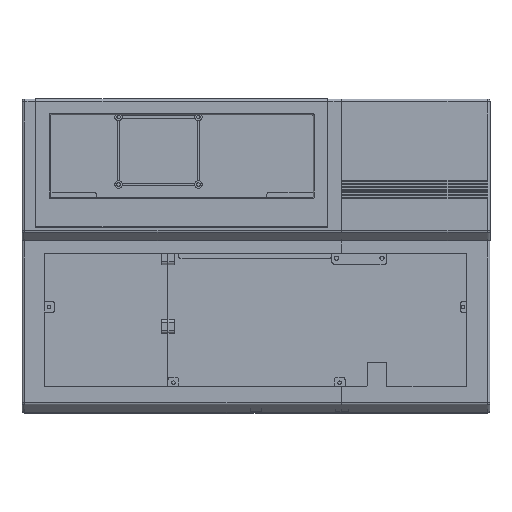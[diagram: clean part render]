
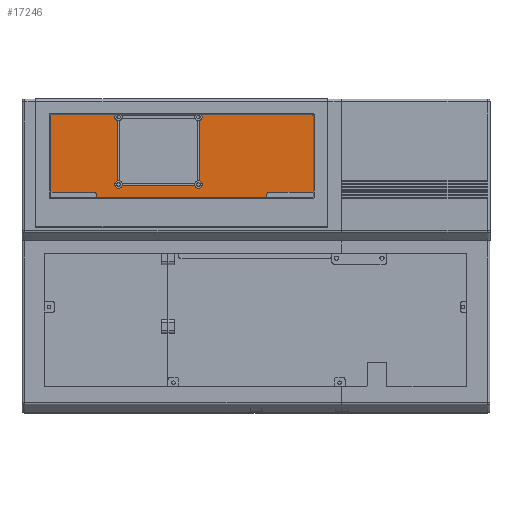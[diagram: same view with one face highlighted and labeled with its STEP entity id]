
A CAD part, top view. The second image highlights one B-rep face of the part: STEP entity #17246.
In plain terms, the highlighted planar face has unit normal (0, 0, 1).
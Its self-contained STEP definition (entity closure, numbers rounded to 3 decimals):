
#303=FACE_BOUND('',#2209,.T.);
#577=PLANE('',#18295);
#1225=FACE_OUTER_BOUND('',#2208,.T.);
#2208=EDGE_LOOP('',(#12312,#12313,#12314,#12315,#12316,#12317,#12318,#12319,
#12320,#12321,#12322,#12323,#12324,#12325,#12326,#12327));
#2209=EDGE_LOOP('',(#12328,#12329,#12330,#12331,#12332,#12333,#12334,#12335,
#12336,#12337));
#3402=LINE('',#25174,#5237);
#3472=LINE('',#25350,#5307);
#3473=LINE('',#25354,#5308);
#3474=LINE('',#25358,#5309);
#3475=LINE('',#25362,#5310);
#3476=LINE('',#25366,#5311);
#3477=LINE('',#25370,#5312);
#3478=LINE('',#25373,#5313);
#3479=LINE('',#25376,#5314);
#3480=LINE('',#25380,#5315);
#3481=LINE('',#25384,#5316);
#3482=LINE('',#25390,#5317);
#5237=VECTOR('',#20142,10.);
#5307=VECTOR('',#20306,10.);
#5308=VECTOR('',#20309,10.);
#5309=VECTOR('',#20312,10.);
#5310=VECTOR('',#20315,10.);
#5311=VECTOR('',#20318,10.);
#5312=VECTOR('',#20321,10.);
#5313=VECTOR('',#20324,10.);
#5314=VECTOR('',#20325,10.);
#5315=VECTOR('',#20328,10.);
#5316=VECTOR('',#20331,10.);
#5317=VECTOR('',#20336,10.);
#6909=CIRCLE('',#18234,2.);
#6940=CIRCLE('',#18296,2.);
#6941=CIRCLE('',#18297,2.);
#6942=CIRCLE('',#18298,2.);
#6943=CIRCLE('',#18299,2.);
#6944=CIRCLE('',#18300,2.);
#6945=CIRCLE('',#18301,2.);
#6946=CIRCLE('',#18302,2.);
#6947=CIRCLE('',#18303,2.75);
#6948=CIRCLE('',#18304,2.75);
#6949=CIRCLE('',#18305,2.75);
#6950=CIRCLE('',#18306,2.75);
#6951=CIRCLE('',#18307,2.75);
#6952=CIRCLE('',#18308,2.75);
#7565=VERTEX_POINT('',#25095);
#7566=VERTEX_POINT('',#25097);
#7601=VERTEX_POINT('',#25172);
#7659=VERTEX_POINT('',#25347);
#7660=VERTEX_POINT('',#25349);
#7661=VERTEX_POINT('',#25351);
#7662=VERTEX_POINT('',#25353);
#7663=VERTEX_POINT('',#25355);
#7664=VERTEX_POINT('',#25357);
#7665=VERTEX_POINT('',#25359);
#7666=VERTEX_POINT('',#25361);
#7667=VERTEX_POINT('',#25363);
#7668=VERTEX_POINT('',#25365);
#7669=VERTEX_POINT('',#25367);
#7670=VERTEX_POINT('',#25369);
#7671=VERTEX_POINT('',#25371);
#7672=VERTEX_POINT('',#25374);
#7673=VERTEX_POINT('',#25375);
#7674=VERTEX_POINT('',#25377);
#7675=VERTEX_POINT('',#25379);
#7676=VERTEX_POINT('',#25381);
#7677=VERTEX_POINT('',#25383);
#7678=VERTEX_POINT('',#25385);
#7679=VERTEX_POINT('',#25387);
#7680=VERTEX_POINT('',#25389);
#7681=VERTEX_POINT('',#25391);
#9327=EDGE_CURVE('',#7566,#7565,#6909,.T.);
#9366=EDGE_CURVE('',#7565,#7601,#3402,.T.);
#9453=EDGE_CURVE('',#7601,#7659,#6940,.T.);
#9454=EDGE_CURVE('',#7659,#7660,#3472,.T.);
#9455=EDGE_CURVE('',#7661,#7660,#6941,.F.);
#9456=EDGE_CURVE('',#7661,#7662,#3473,.T.);
#9457=EDGE_CURVE('',#7662,#7663,#6942,.T.);
#9458=EDGE_CURVE('',#7664,#7663,#3474,.F.);
#9459=EDGE_CURVE('',#7664,#7665,#6943,.T.);
#9460=EDGE_CURVE('',#7666,#7665,#3475,.F.);
#9461=EDGE_CURVE('',#7666,#7667,#6944,.T.);
#9462=EDGE_CURVE('',#7668,#7667,#3476,.F.);
#9463=EDGE_CURVE('',#7668,#7669,#6945,.T.);
#9464=EDGE_CURVE('',#7669,#7670,#3477,.T.);
#9465=EDGE_CURVE('',#7671,#7670,#6946,.F.);
#9466=EDGE_CURVE('',#7671,#7566,#3478,.T.);
#9467=EDGE_CURVE('',#7672,#7673,#3479,.T.);
#9468=EDGE_CURVE('',#7673,#7674,#6947,.T.);
#9469=EDGE_CURVE('',#7674,#7675,#3480,.T.);
#9470=EDGE_CURVE('',#7675,#7676,#6948,.T.);
#9471=EDGE_CURVE('',#7676,#7677,#3481,.T.);
#9472=EDGE_CURVE('',#7677,#7678,#6949,.T.);
#9473=EDGE_CURVE('',#7678,#7679,#6950,.T.);
#9474=EDGE_CURVE('',#7679,#7680,#3482,.T.);
#9475=EDGE_CURVE('',#7680,#7681,#6951,.T.);
#9476=EDGE_CURVE('',#7681,#7672,#6952,.T.);
#12312=ORIENTED_EDGE('',*,*,#9327,.T.);
#12313=ORIENTED_EDGE('',*,*,#9366,.T.);
#12314=ORIENTED_EDGE('',*,*,#9453,.T.);
#12315=ORIENTED_EDGE('',*,*,#9454,.T.);
#12316=ORIENTED_EDGE('',*,*,#9455,.F.);
#12317=ORIENTED_EDGE('',*,*,#9456,.T.);
#12318=ORIENTED_EDGE('',*,*,#9457,.T.);
#12319=ORIENTED_EDGE('',*,*,#9458,.F.);
#12320=ORIENTED_EDGE('',*,*,#9459,.T.);
#12321=ORIENTED_EDGE('',*,*,#9460,.F.);
#12322=ORIENTED_EDGE('',*,*,#9461,.T.);
#12323=ORIENTED_EDGE('',*,*,#9462,.F.);
#12324=ORIENTED_EDGE('',*,*,#9463,.T.);
#12325=ORIENTED_EDGE('',*,*,#9464,.T.);
#12326=ORIENTED_EDGE('',*,*,#9465,.F.);
#12327=ORIENTED_EDGE('',*,*,#9466,.T.);
#12328=ORIENTED_EDGE('',*,*,#9467,.T.);
#12329=ORIENTED_EDGE('',*,*,#9468,.T.);
#12330=ORIENTED_EDGE('',*,*,#9469,.T.);
#12331=ORIENTED_EDGE('',*,*,#9470,.T.);
#12332=ORIENTED_EDGE('',*,*,#9471,.T.);
#12333=ORIENTED_EDGE('',*,*,#9472,.T.);
#12334=ORIENTED_EDGE('',*,*,#9473,.T.);
#12335=ORIENTED_EDGE('',*,*,#9474,.T.);
#12336=ORIENTED_EDGE('',*,*,#9475,.T.);
#12337=ORIENTED_EDGE('',*,*,#9476,.T.);
#17246=ADVANCED_FACE('',(#1225,#303),#577,.F.);
#18234=AXIS2_PLACEMENT_3D('',#25098,#20085,#20086);
#18295=AXIS2_PLACEMENT_3D('',#25346,#20302,#20303);
#18296=AXIS2_PLACEMENT_3D('',#25348,#20304,#20305);
#18297=AXIS2_PLACEMENT_3D('',#25352,#20307,#20308);
#18298=AXIS2_PLACEMENT_3D('',#25356,#20310,#20311);
#18299=AXIS2_PLACEMENT_3D('',#25360,#20313,#20314);
#18300=AXIS2_PLACEMENT_3D('',#25364,#20316,#20317);
#18301=AXIS2_PLACEMENT_3D('',#25368,#20319,#20320);
#18302=AXIS2_PLACEMENT_3D('',#25372,#20322,#20323);
#18303=AXIS2_PLACEMENT_3D('',#25378,#20326,#20327);
#18304=AXIS2_PLACEMENT_3D('',#25382,#20329,#20330);
#18305=AXIS2_PLACEMENT_3D('',#25386,#20332,#20333);
#18306=AXIS2_PLACEMENT_3D('',#25388,#20334,#20335);
#18307=AXIS2_PLACEMENT_3D('',#25392,#20337,#20338);
#18308=AXIS2_PLACEMENT_3D('',#25393,#20339,#20340);
#20085=DIRECTION('center_axis',(0.,0.,1.));
#20086=DIRECTION('ref_axis',(-0.707,-0.707,0.));
#20142=DIRECTION('',(1.,0.,0.));
#20302=DIRECTION('center_axis',(0.,0.,-1.));
#20303=DIRECTION('ref_axis',(-1.,0.,0.));
#20304=DIRECTION('center_axis',(0.,0.,1.));
#20305=DIRECTION('ref_axis',(0.707,-0.707,0.));
#20306=DIRECTION('',(0.,1.,0.));
#20307=DIRECTION('center_axis',(0.,0.,-1.));
#20308=DIRECTION('ref_axis',(-0.707,0.707,0.));
#20309=DIRECTION('',(1.,0.,0.));
#20310=DIRECTION('center_axis',(0.,0.,1.));
#20311=DIRECTION('ref_axis',(0.707,-0.707,0.));
#20312=DIRECTION('',(0.,1.,0.));
#20313=DIRECTION('center_axis',(0.,0.,1.));
#20314=DIRECTION('ref_axis',(0.707,0.707,0.));
#20315=DIRECTION('',(-1.,0.,0.));
#20316=DIRECTION('center_axis',(0.,0.,1.));
#20317=DIRECTION('ref_axis',(-0.707,0.707,0.));
#20318=DIRECTION('',(0.,-1.,0.));
#20319=DIRECTION('center_axis',(0.,0.,1.));
#20320=DIRECTION('ref_axis',(-0.707,-0.707,0.));
#20321=DIRECTION('',(1.,0.,0.));
#20322=DIRECTION('center_axis',(0.,0.,-1.));
#20323=DIRECTION('ref_axis',(0.707,0.707,0.));
#20324=DIRECTION('',(0.,-1.,0.));
#20325=DIRECTION('',(-1.,0.,0.));
#20326=DIRECTION('center_axis',(0.,0.,-1.));
#20327=DIRECTION('ref_axis',(-1.,0.,0.));
#20328=DIRECTION('',(0.,1.,0.));
#20329=DIRECTION('center_axis',(0.,0.,-1.));
#20330=DIRECTION('ref_axis',(-1.,0.,0.));
#20331=DIRECTION('',(1.,0.,0.));
#20332=DIRECTION('center_axis',(0.,0.,-1.));
#20333=DIRECTION('ref_axis',(-1.,0.,0.));
#20334=DIRECTION('center_axis',(0.,0.,-1.));
#20335=DIRECTION('ref_axis',(-1.,0.,0.));
#20336=DIRECTION('',(0.,-1.,0.));
#20337=DIRECTION('center_axis',(0.,0.,-1.));
#20338=DIRECTION('ref_axis',(-1.,0.,0.));
#20339=DIRECTION('center_axis',(0.,0.,-1.));
#20340=DIRECTION('ref_axis',(-1.,0.,0.));
#25095=CARTESIAN_POINT('',(-38.854,2.542,-8.8));
#25097=CARTESIAN_POINT('',(-40.854,4.542,-8.8));
#25098=CARTESIAN_POINT('Origin',(-38.854,4.542,-8.8));
#25172=CARTESIAN_POINT('',(80.926,2.542,-8.8));
#25174=CARTESIAN_POINT('',(72.981,2.542,-8.8));
#25346=CARTESIAN_POINT('Origin',(21.036,38.442,-8.8));
#25347=CARTESIAN_POINT('',(82.926,4.542,-8.8));
#25348=CARTESIAN_POINT('Origin',(80.926,4.542,-8.8));
#25349=CARTESIAN_POINT('',(82.926,15.5,-8.8));
#25350=CARTESIAN_POINT('',(82.926,18.492,-8.8));
#25351=CARTESIAN_POINT('',(84.926,17.5,-8.8));
#25352=CARTESIAN_POINT('Origin',(84.926,15.5,-8.8));
#25353=CARTESIAN_POINT('',(121.926,17.5,-8.8));
#25354=CARTESIAN_POINT('',(62.481,17.5,-8.8));
#25355=CARTESIAN_POINT('',(123.926,19.5,-8.8));
#25356=CARTESIAN_POINT('Origin',(121.926,19.5,-8.8));
#25357=CARTESIAN_POINT('',(123.926,75.342,-8.8));
#25358=CARTESIAN_POINT('',(123.926,58.392,-8.8));
#25359=CARTESIAN_POINT('',(121.926,77.342,-8.8));
#25360=CARTESIAN_POINT('Origin',(121.926,75.342,-8.8));
#25361=CARTESIAN_POINT('',(-79.854,77.342,-8.8));
#25362=CARTESIAN_POINT('',(-30.909,77.342,-8.8));
#25363=CARTESIAN_POINT('',(-81.854,75.342,-8.8));
#25364=CARTESIAN_POINT('Origin',(-79.854,75.342,-8.8));
#25365=CARTESIAN_POINT('',(-81.854,19.5,-8.8));
#25366=CARTESIAN_POINT('',(-81.854,18.492,-8.8));
#25367=CARTESIAN_POINT('',(-79.854,17.5,-8.8));
#25368=CARTESIAN_POINT('Origin',(-79.854,19.5,-8.8));
#25369=CARTESIAN_POINT('',(-42.854,17.5,-8.8));
#25370=CARTESIAN_POINT('',(-20.409,17.5,-8.8));
#25371=CARTESIAN_POINT('',(-40.854,15.5,-8.8));
#25372=CARTESIAN_POINT('Origin',(-42.854,15.5,-8.8));
#25373=CARTESIAN_POINT('',(-40.854,18.492,-8.8));
#25374=CARTESIAN_POINT('',(30.593,21.978,-8.8));
#25375=CARTESIAN_POINT('',(-22.283,21.978,-8.8));
#25376=CARTESIAN_POINT('',(-0.624,21.978,-8.8));
#25377=CARTESIAN_POINT('',(-25.845,25.539,-8.8));
#25378=CARTESIAN_POINT('Origin',(-24.845,22.978,-8.8));
#25379=CARTESIAN_POINT('',(-25.845,69.416,-8.8));
#25380=CARTESIAN_POINT('',(-25.845,53.929,-8.8));
#25381=CARTESIAN_POINT('',(-22.283,72.978,-8.8));
#25382=CARTESIAN_POINT('Origin',(-24.845,71.978,-8.8));
#25383=CARTESIAN_POINT('',(30.593,72.978,-8.8));
#25384=CARTESIAN_POINT('',(25.815,72.978,-8.8));
#25385=CARTESIAN_POINT('',(35.905,71.978,-8.8));
#25386=CARTESIAN_POINT('Origin',(33.155,71.978,-8.8));
#25387=CARTESIAN_POINT('',(34.155,69.416,-8.8));
#25388=CARTESIAN_POINT('Origin',(33.155,71.978,-8.8));
#25389=CARTESIAN_POINT('',(34.155,25.539,-8.8));
#25390=CARTESIAN_POINT('',(34.155,31.991,-8.8));
#25391=CARTESIAN_POINT('',(35.905,22.978,-8.8));
#25392=CARTESIAN_POINT('Origin',(33.155,22.978,-8.8));
#25393=CARTESIAN_POINT('Origin',(33.155,22.978,-8.8));
